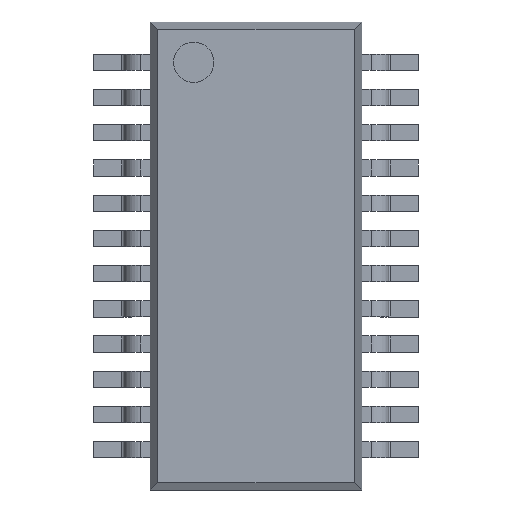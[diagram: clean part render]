
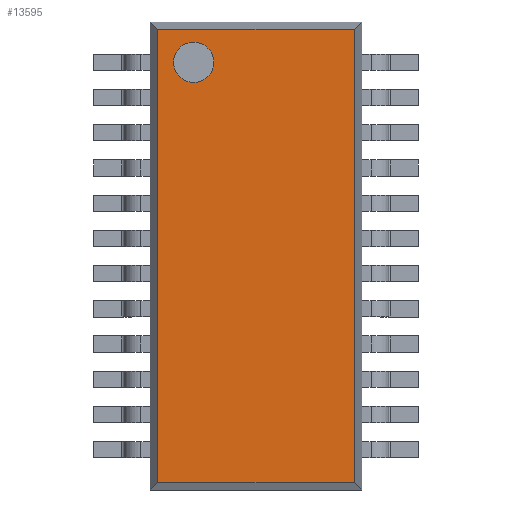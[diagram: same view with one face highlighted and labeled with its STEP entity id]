
A CAD part, top view. The second image highlights one B-rep face of the part: STEP entity #13595.
In plain terms, the highlighted planar face has unit normal (0, 0, 1).
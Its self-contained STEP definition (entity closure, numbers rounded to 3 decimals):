
#462 = CARTESIAN_POINT ( 'NONE',  ( -1.813, 4.183, 1.7 ) ) ;
#842 = PLANE ( 'NONE',  #5950 ) ;
#1105 = ORIENTED_EDGE ( 'NONE', *, *, #12285, .F. ) ;
#1344 = EDGE_CURVE ( 'NONE', #4068, #3842, #10845, .T. ) ;
#1453 = CARTESIAN_POINT ( 'NONE',  ( -1.15, 3.575, 1.7 ) ) ;
#2342 = LINE ( 'NONE', #12656, #15223 ) ;
#2583 = ORIENTED_EDGE ( 'NONE', *, *, #4352, .T. ) ;
#2589 = CARTESIAN_POINT ( 'NONE',  ( 1.813, 4.183, 1.7 ) ) ;
#2617 = VERTEX_POINT ( 'NONE', #9711 ) ;
#3842 = VERTEX_POINT ( 'NONE', #6555 ) ;
#3904 = DIRECTION ( 'NONE',  ( 0., 0., 1. ) ) ;
#4068 = VERTEX_POINT ( 'NONE', #14344 ) ;
#4197 = LINE ( 'NONE', #10441, #5000 ) ;
#4352 = EDGE_CURVE ( 'NONE', #11679, #2617, #4197, .T. ) ;
#4604 = DIRECTION ( 'NONE',  ( 0., 1., 0. ) ) ;
#4624 = CIRCLE ( 'NONE', #7924, 0.371 ) ;
#5000 = VECTOR ( 'NONE', #7817, 1000. ) ;
#5089 = DIRECTION ( 'NONE',  ( 1., 0., 0. ) ) ;
#5335 = ORIENTED_EDGE ( 'NONE', *, *, #1344, .F. ) ;
#5526 = VERTEX_POINT ( 'NONE', #462 ) ;
#5950 = AXIS2_PLACEMENT_3D ( 'NONE', #14611, #13481, #9600 ) ;
#6287 = CARTESIAN_POINT ( 'NONE',  ( -1.15, 3.575, 1.7 ) ) ;
#6348 = DIRECTION ( 'NONE',  ( 0., 0., 1. ) ) ;
#6531 = EDGE_CURVE ( 'NONE', #5526, #12321, #10051, .T. ) ;
#6555 = CARTESIAN_POINT ( 'NONE',  ( -1.521, 3.575, 1.7 ) ) ;
#6768 = VECTOR ( 'NONE', #9463, 1000. ) ;
#6984 = CARTESIAN_POINT ( 'NONE',  ( -1.95, 4.183, 1.7 ) ) ;
#7165 = ORIENTED_EDGE ( 'NONE', *, *, #9507, .F. ) ;
#7292 = FACE_OUTER_BOUND ( 'NONE', #9663, .T. ) ;
#7603 = DIRECTION ( 'NONE',  ( 1., 0., 0. ) ) ;
#7817 = DIRECTION ( 'NONE',  ( 1., 0., 0. ) ) ;
#7924 = AXIS2_PLACEMENT_3D ( 'NONE', #6287, #6348, #5089 ) ;
#8815 = VECTOR ( 'NONE', #4604, 1000. ) ;
#8861 = ORIENTED_EDGE ( 'NONE', *, *, #14510, .T. ) ;
#9463 = DIRECTION ( 'NONE',  ( 1., 0., 0. ) ) ;
#9507 = EDGE_CURVE ( 'NONE', #11679, #5526, #2342, .T. ) ;
#9517 = CARTESIAN_POINT ( 'NONE',  ( 1.813, -4.32, 1.7 ) ) ;
#9600 = DIRECTION ( 'NONE',  ( 1., 0., 0. ) ) ;
#9663 = EDGE_LOOP ( 'NONE', ( #7165, #2583, #8861, #12973 ) ) ;
#9711 = CARTESIAN_POINT ( 'NONE',  ( 1.813, -4.183, 1.7 ) ) ;
#9996 = FACE_BOUND ( 'NONE', #14108, .T. ) ;
#10009 = CARTESIAN_POINT ( 'NONE',  ( -1.813, -4.183, 1.7 ) ) ;
#10051 = LINE ( 'NONE', #6984, #6768 ) ;
#10441 = CARTESIAN_POINT ( 'NONE',  ( -1.95, -4.183, 1.7 ) ) ;
#10845 = CIRCLE ( 'NONE', #11814, 0.371 ) ;
#10930 = LINE ( 'NONE', #9517, #8815 ) ;
#11679 = VERTEX_POINT ( 'NONE', #10009 ) ;
#11814 = AXIS2_PLACEMENT_3D ( 'NONE', #1453, #3904, #7603 ) ;
#12285 = EDGE_CURVE ( 'NONE', #3842, #4068, #4624, .T. ) ;
#12321 = VERTEX_POINT ( 'NONE', #2589 ) ;
#12656 = CARTESIAN_POINT ( 'NONE',  ( -1.813, -4.32, 1.7 ) ) ;
#12757 = DIRECTION ( 'NONE',  ( 0., 1., 0. ) ) ;
#12973 = ORIENTED_EDGE ( 'NONE', *, *, #6531, .F. ) ;
#13481 = DIRECTION ( 'NONE',  ( 0., 0., 1. ) ) ;
#13595 = ADVANCED_FACE ( 'NONE', ( #9996, #7292 ), #842, .T. ) ;
#14108 = EDGE_LOOP ( 'NONE', ( #5335, #1105 ) ) ;
#14344 = CARTESIAN_POINT ( 'NONE',  ( -0.779, 3.575, 1.7 ) ) ;
#14510 = EDGE_CURVE ( 'NONE', #2617, #12321, #10930, .T. ) ;
#14611 = CARTESIAN_POINT ( 'NONE',  ( -1.95, -4.32, 1.7 ) ) ;
#15223 = VECTOR ( 'NONE', #12757, 1000. ) ;
